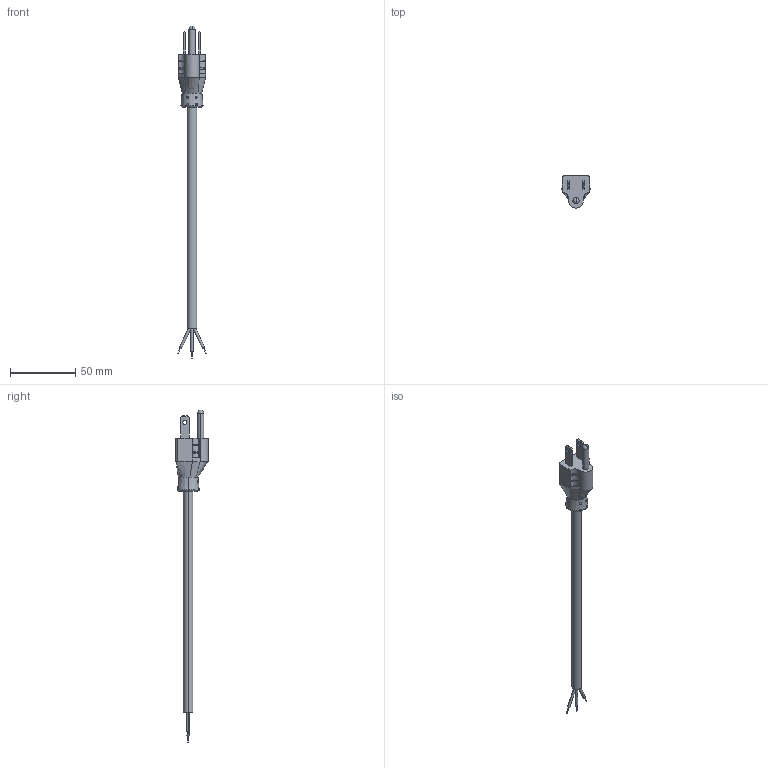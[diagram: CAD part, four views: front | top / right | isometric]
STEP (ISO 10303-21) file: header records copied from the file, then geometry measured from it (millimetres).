
FILE_DESCRIPTION (( 'STEP AP203' ), '1' );
FILE_NAME ('PCM1010.STEP', '2006-06-23T19:45:10', ( 'lcom' ), ( 'lcom' ), 'SwSTEP 2.0', 'SolidWorks 2006004', '' );
FILE_SCHEMA (( 'CONFIG_CONTROL_DESIGN' ));
Length unit declared in the file: inch
Products named in the file (3): PCM1010; NEMA; SVT-18AWGx3 60C BLACK CE
Assembly tree (2 placements, depth 2):
  PCM1010
    SVT-18AWGx3 60C BLACK CE
    NEMA
Bounding box: 21.98 x 24.64 x 254.81 mm (x, y, z)
Volume: 20709.4 mm3; surface area: 9228 mm2
Topology: 2 solids, 2 shells, 114 faces, 291 edges, 189 vertices
Faces by surface type: plane 48, cylinder 46, torus 10, bspline 6, cone 2, sphere 2
Entity records: 4754 total; most frequent: CARTESIAN_POINT 1728, ORIENTED_EDGE 578, DIRECTION 535, EDGE_CURVE 289, AXIS2_PLACEMENT_3D 200, VERTEX_POINT 189, EDGE_LOOP 144, VECTOR 135
